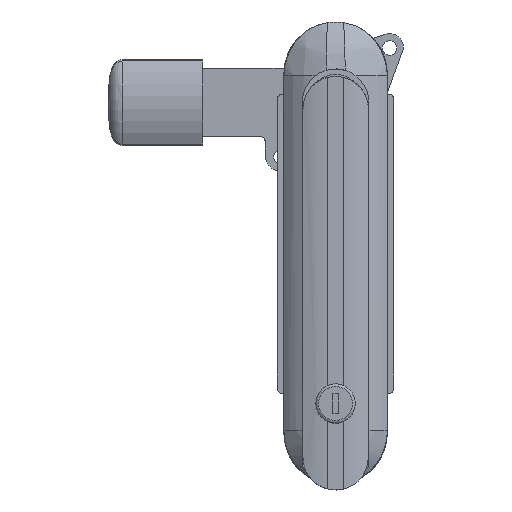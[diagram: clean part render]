
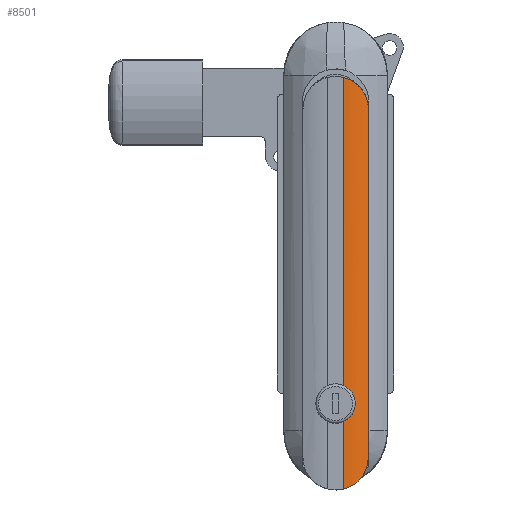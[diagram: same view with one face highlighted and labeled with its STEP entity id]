
A CAD part, top view. The second image highlights one B-rep face of the part: STEP entity #8501.
In plain terms, the highlighted cylindrical face has radius 30 mm (diameter 60 mm), a partial arc.
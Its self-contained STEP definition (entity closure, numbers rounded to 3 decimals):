
#352=B_SPLINE_CURVE_WITH_KNOTS('',3,(#13578,#13579,#13580,#13581,#13582,
#13583,#13584,#13585,#13586,#13587,#13588,#13589,#13590,#13591,#13592),
 .UNSPECIFIED.,.F.,.F.,(4,2,2,3,2,2,4),(-0.798,-0.548,
-0.274,0.,0.274,0.548,0.798),
 .UNSPECIFIED.);
#354=B_SPLINE_CURVE_WITH_KNOTS('',3,(#13616,#13617,#13618,#13619,#13620,
#13621,#13622,#13623,#13624,#13625),.UNSPECIFIED.,.F.,.F.,(4,2,2,2,4),(0.,
0.456,0.911,1.366,1.527),
 .UNSPECIFIED.);
#355=B_SPLINE_CURVE_WITH_KNOTS('',3,(#13629,#13630,#13631,#13632,#13633,
#13634,#13635,#13636,#13637,#13638),.UNSPECIFIED.,.F.,.F.,(4,2,2,2,4),(-1.527,
-1.368,-0.914,-0.457,0.),
 .UNSPECIFIED.);
#924=FACE_OUTER_BOUND('',#1477,.T.);
#1477=EDGE_LOOP('',(#6335,#6336,#6337,#6338,#6339,#6340));
#2098=LINE('',#13614,#2710);
#2099=LINE('',#13627,#2711);
#2100=LINE('',#13639,#2712);
#2710=VECTOR('',#10471,24.769);
#2711=VECTOR('',#10472,128.);
#2712=VECTOR('',#10473,113.269);
#3812=VERTEX_POINT('',#13576);
#3813=VERTEX_POINT('',#13577);
#3816=VERTEX_POINT('',#13613);
#3817=VERTEX_POINT('',#13615);
#3818=VERTEX_POINT('',#13626);
#3819=VERTEX_POINT('',#13628);
#4749=EDGE_CURVE('',#3812,#3813,#352,.T.);
#4753=EDGE_CURVE('',#3813,#3816,#2098,.T.);
#4754=EDGE_CURVE('',#3817,#3816,#354,.T.);
#4755=EDGE_CURVE('',#3817,#3818,#2099,.T.);
#4756=EDGE_CURVE('',#3819,#3818,#355,.T.);
#4757=EDGE_CURVE('',#3819,#3812,#2100,.T.);
#6335=ORIENTED_EDGE('',*,*,#4749,.T.);
#6336=ORIENTED_EDGE('',*,*,#4753,.T.);
#6337=ORIENTED_EDGE('',*,*,#4754,.F.);
#6338=ORIENTED_EDGE('',*,*,#4755,.T.);
#6339=ORIENTED_EDGE('',*,*,#4756,.F.);
#6340=ORIENTED_EDGE('',*,*,#4757,.T.);
#8246=CYLINDRICAL_SURFACE('',#9133,30.);
#8501=ADVANCED_FACE('',(#924),#8246,.T.);
#9133=AXIS2_PLACEMENT_3D('',#13612,#10469,#10470);
#10469=DIRECTION('center_axis',(0.,-1.,0.));
#10470=DIRECTION('ref_axis',(0.033,0.,0.999));
#10471=DIRECTION('',(0.,-1.,0.));
#10472=DIRECTION('',(0.,1.,0.));
#10473=DIRECTION('',(0.,-1.,0.));
#13576=CARTESIAN_POINT('',(3.,-37.65,1.7));
#13577=CARTESIAN_POINT('',(3.,-50.85,1.7));
#13578=CARTESIAN_POINT('Ctrl Pts',(3.,-37.65,1.7));
#13579=CARTESIAN_POINT('Ctrl Pts',(3.803,-38.015,1.673));
#13580=CARTESIAN_POINT('Ctrl Pts',(4.533,-38.531,1.615));
#13581=CARTESIAN_POINT('Ctrl Pts',(5.766,-39.761,1.486));
#13582=CARTESIAN_POINT('Ctrl Pts',(6.325,-40.576,1.405));
#13583=CARTESIAN_POINT('Ctrl Pts',(7.067,-42.364,1.288));
#13584=CARTESIAN_POINT('Ctrl Pts',(7.25,-43.336,1.253));
#13585=CARTESIAN_POINT('Ctrl Pts',(7.25,-44.25,1.253));
#13586=CARTESIAN_POINT('Ctrl Pts',(7.25,-45.164,1.253));
#13587=CARTESIAN_POINT('Ctrl Pts',(7.067,-46.136,1.288));
#13588=CARTESIAN_POINT('Ctrl Pts',(6.325,-47.924,1.405));
#13589=CARTESIAN_POINT('Ctrl Pts',(5.766,-48.739,1.486));
#13590=CARTESIAN_POINT('Ctrl Pts',(4.533,-49.969,1.615));
#13591=CARTESIAN_POINT('Ctrl Pts',(3.803,-50.485,1.673));
#13592=CARTESIAN_POINT('Ctrl Pts',(3.,-50.85,1.7));
#13612=CARTESIAN_POINT('Origin',(1.997,76.,-28.283));
#13613=CARTESIAN_POINT('',(3.,-75.619,1.7));
#13614=CARTESIAN_POINT('',(3.,76.,1.7));
#13615=CARTESIAN_POINT('',(12.,-64.,0.));
#13616=CARTESIAN_POINT('Ctrl Pts',(12.,-64.,0.));
#13617=CARTESIAN_POINT('Ctrl Pts',(12.,-65.519,0.));
#13618=CARTESIAN_POINT('Ctrl Pts',(11.694,-67.13,0.114));
#13619=CARTESIAN_POINT('Ctrl Pts',(10.467,-70.082,0.503));
#13620=CARTESIAN_POINT('Ctrl Pts',(9.546,-71.424,0.772));
#13621=CARTESIAN_POINT('Ctrl Pts',(7.426,-73.545,1.241));
#13622=CARTESIAN_POINT('Ctrl Pts',(6.081,-74.468,1.474));
#13623=CARTESIAN_POINT('Ctrl Pts',(4.082,-75.298,1.649));
#13624=CARTESIAN_POINT('Ctrl Pts',(3.544,-75.478,1.682));
#13625=CARTESIAN_POINT('Ctrl Pts',(3.,-75.619,1.7));
#13626=CARTESIAN_POINT('',(12.,64.,0.));
#13627=CARTESIAN_POINT('',(12.,-64.,0.));
#13628=CARTESIAN_POINT('',(3.,75.619,1.7));
#13629=CARTESIAN_POINT('Ctrl Pts',(3.,75.619,1.7));
#13630=CARTESIAN_POINT('Ctrl Pts',(3.54,75.479,1.682));
#13631=CARTESIAN_POINT('Ctrl Pts',(4.074,75.301,1.649));
#13632=CARTESIAN_POINT('Ctrl Pts',(6.066,74.476,1.476));
#13633=CARTESIAN_POINT('Ctrl Pts',(7.408,73.558,1.245));
#13634=CARTESIAN_POINT('Ctrl Pts',(9.533,71.442,0.775));
#13635=CARTESIAN_POINT('Ctrl Pts',(10.459,70.098,0.506));
#13636=CARTESIAN_POINT('Ctrl Pts',(11.693,67.139,0.114));
#13637=CARTESIAN_POINT('Ctrl Pts',(12.,65.523,0.));
#13638=CARTESIAN_POINT('Ctrl Pts',(12.,64.,0.));
#13639=CARTESIAN_POINT('',(3.,76.,1.7));
